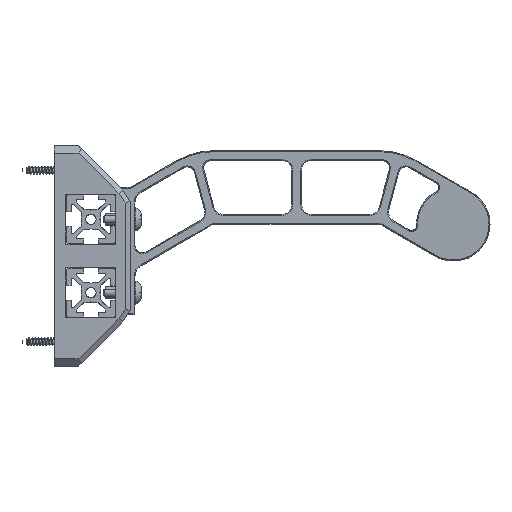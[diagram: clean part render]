
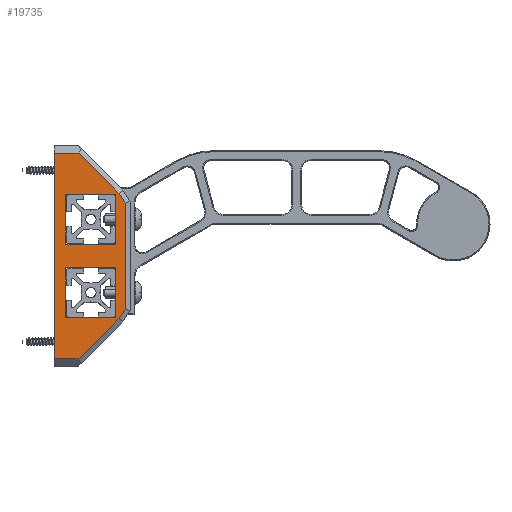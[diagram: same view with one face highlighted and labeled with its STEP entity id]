
A CAD part, front view. The second image highlights one B-rep face of the part: STEP entity #19735.
In plain terms, the highlighted planar face has unit normal (0, -1, 0).
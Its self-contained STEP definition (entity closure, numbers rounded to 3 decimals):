
#1108=FACE_BOUND('',#3973,.T.);
#1109=FACE_BOUND('',#3974,.T.);
#2780=FACE_OUTER_BOUND('',#3972,.T.);
#3972=EDGE_LOOP('',(#17554,#17555,#17556,#17557,#17558,#17559,#17560,#17561));
#3973=EDGE_LOOP('',(#17562,#17563,#17564,#17565));
#3974=EDGE_LOOP('',(#17566,#17567,#17568,#17569));
#5817=LINE('',#36002,#7678);
#5821=LINE('',#36009,#7682);
#5823=LINE('',#36013,#7684);
#5825=LINE('',#36016,#7686);
#5827=LINE('',#36020,#7688);
#5828=LINE('',#36023,#7689);
#5831=LINE('',#36029,#7692);
#5832=LINE('',#36030,#7693);
#5833=LINE('',#36033,#7694);
#5834=LINE('',#36035,#7695);
#5835=LINE('',#36037,#7696);
#5836=LINE('',#36038,#7697);
#5837=LINE('',#36041,#7698);
#5838=LINE('',#36043,#7699);
#5839=LINE('',#36045,#7700);
#5840=LINE('',#36046,#7701);
#7678=VECTOR('',#26721,10.);
#7682=VECTOR('',#26727,10.);
#7684=VECTOR('',#26731,10.);
#7686=VECTOR('',#26735,10.);
#7688=VECTOR('',#26739,10.);
#7689=VECTOR('',#26742,10.);
#7692=VECTOR('',#26747,10.);
#7693=VECTOR('',#26748,10.);
#7694=VECTOR('',#26749,10.);
#7695=VECTOR('',#26750,10.);
#7696=VECTOR('',#26751,10.);
#7697=VECTOR('',#26752,10.);
#7698=VECTOR('',#26753,10.);
#7699=VECTOR('',#26754,10.);
#7700=VECTOR('',#26755,10.);
#7701=VECTOR('',#26756,10.);
#9390=VERTEX_POINT('',#36000);
#9391=VERTEX_POINT('',#36001);
#9392=VERTEX_POINT('',#36006);
#9393=VERTEX_POINT('',#36008);
#9394=VERTEX_POINT('',#36012);
#9395=VERTEX_POINT('',#36018);
#9396=VERTEX_POINT('',#36022);
#9398=VERTEX_POINT('',#36028);
#9399=VERTEX_POINT('',#36031);
#9400=VERTEX_POINT('',#36032);
#9401=VERTEX_POINT('',#36034);
#9402=VERTEX_POINT('',#36036);
#9403=VERTEX_POINT('',#36039);
#9404=VERTEX_POINT('',#36040);
#9405=VERTEX_POINT('',#36042);
#9406=VERTEX_POINT('',#36044);
#12129=EDGE_CURVE('',#9390,#9391,#5817,.T.);
#12133=EDGE_CURVE('',#9392,#9393,#5821,.T.);
#12135=EDGE_CURVE('',#9394,#9392,#5823,.T.);
#12137=EDGE_CURVE('',#9393,#9390,#5825,.T.);
#12139=EDGE_CURVE('',#9395,#9394,#5827,.T.);
#12140=EDGE_CURVE('',#9391,#9396,#5828,.T.);
#12143=EDGE_CURVE('',#9395,#9398,#5831,.T.);
#12144=EDGE_CURVE('',#9396,#9398,#5832,.T.);
#12145=EDGE_CURVE('',#9399,#9400,#5833,.T.);
#12146=EDGE_CURVE('',#9400,#9401,#5834,.T.);
#12147=EDGE_CURVE('',#9401,#9402,#5835,.T.);
#12148=EDGE_CURVE('',#9402,#9399,#5836,.T.);
#12149=EDGE_CURVE('',#9403,#9404,#5837,.T.);
#12150=EDGE_CURVE('',#9404,#9405,#5838,.T.);
#12151=EDGE_CURVE('',#9405,#9406,#5839,.T.);
#12152=EDGE_CURVE('',#9406,#9403,#5840,.T.);
#17554=ORIENTED_EDGE('',*,*,#12129,.F.);
#17555=ORIENTED_EDGE('',*,*,#12137,.F.);
#17556=ORIENTED_EDGE('',*,*,#12133,.F.);
#17557=ORIENTED_EDGE('',*,*,#12135,.F.);
#17558=ORIENTED_EDGE('',*,*,#12139,.F.);
#17559=ORIENTED_EDGE('',*,*,#12143,.T.);
#17560=ORIENTED_EDGE('',*,*,#12144,.F.);
#17561=ORIENTED_EDGE('',*,*,#12140,.F.);
#17562=ORIENTED_EDGE('',*,*,#12145,.T.);
#17563=ORIENTED_EDGE('',*,*,#12146,.T.);
#17564=ORIENTED_EDGE('',*,*,#12147,.T.);
#17565=ORIENTED_EDGE('',*,*,#12148,.T.);
#17566=ORIENTED_EDGE('',*,*,#12149,.T.);
#17567=ORIENTED_EDGE('',*,*,#12150,.T.);
#17568=ORIENTED_EDGE('',*,*,#12151,.T.);
#17569=ORIENTED_EDGE('',*,*,#12152,.T.);
#18661=PLANE('',#21567);
#19735=ADVANCED_FACE('',(#2780,#1108,#1109),#18661,.F.);
#21567=AXIS2_PLACEMENT_3D('',#36027,#26745,#26746);
#26721=DIRECTION('',(-0.707,0.,-0.707));
#26727=DIRECTION('',(0.,0.,-1.));
#26731=DIRECTION('',(0.529,0.,-0.849));
#26735=DIRECTION('',(-0.529,0.,-0.849));
#26739=DIRECTION('',(0.707,0.,-0.707));
#26742=DIRECTION('',(-1.,0.,0.));
#26745=DIRECTION('center_axis',(0.,1.,0.));
#26746=DIRECTION('ref_axis',(1.,0.,0.));
#26747=DIRECTION('',(-1.,0.,0.));
#26748=DIRECTION('',(0.,0.,1.));
#26749=DIRECTION('',(0.,0.,1.));
#26750=DIRECTION('',(1.,0.,0.));
#26751=DIRECTION('',(0.,0.,-1.));
#26752=DIRECTION('',(-1.,0.,0.));
#26753=DIRECTION('',(0.,0.,-1.));
#26754=DIRECTION('',(-1.,0.,0.));
#26755=DIRECTION('',(0.,0.,1.));
#26756=DIRECTION('',(1.,0.,0.));
#36000=CARTESIAN_POINT('',(-173.526,0.,299.302));
#36001=CARTESIAN_POINT('',(-189.828,0.,283.));
#36002=CARTESIAN_POINT('',(-171.414,0.,301.414));
#36006=CARTESIAN_POINT('',(-171.,0.,346.64));
#36008=CARTESIAN_POINT('',(-171.,0.,303.36));
#36009=CARTESIAN_POINT('',(-171.,0.,322.5));
#36012=CARTESIAN_POINT('',(-173.526,0.,350.698));
#36013=CARTESIAN_POINT('',(-167.065,0.,340.321));
#36016=CARTESIAN_POINT('',(-169.309,0.,306.076));
#36018=CARTESIAN_POINT('',(-189.828,0.,367.));
#36020=CARTESIAN_POINT('',(-168.914,0.,346.086));
#36022=CARTESIAN_POINT('',(-200.,0.,283.));
#36023=CARTESIAN_POINT('',(-190.,0.,283.));
#36027=CARTESIAN_POINT('Origin',(-185.,0.,320.));
#36028=CARTESIAN_POINT('',(-200.,0.,367.));
#36029=CARTESIAN_POINT('',(-190.,0.,367.));
#36030=CARTESIAN_POINT('',(-200.,0.,275.));
#36031=CARTESIAN_POINT('',(-195.2,0.,299.8));
#36032=CARTESIAN_POINT('',(-195.2,0.,320.2));
#36033=CARTESIAN_POINT('',(-195.2,0.,309.9));
#36034=CARTESIAN_POINT('',(-174.8,0.,320.2));
#36035=CARTESIAN_POINT('',(-190.1,0.,320.2));
#36036=CARTESIAN_POINT('',(-174.8,0.,299.8));
#36037=CARTESIAN_POINT('',(-174.8,0.,320.1));
#36038=CARTESIAN_POINT('',(-179.9,0.,299.8));
#36039=CARTESIAN_POINT('',(-174.8,0.,350.2));
#36040=CARTESIAN_POINT('',(-174.8,0.,329.8));
#36041=CARTESIAN_POINT('',(-174.8,0.,335.1));
#36042=CARTESIAN_POINT('',(-195.2,0.,329.8));
#36043=CARTESIAN_POINT('',(-179.9,0.,329.8));
#36044=CARTESIAN_POINT('',(-195.2,0.,350.2));
#36045=CARTESIAN_POINT('',(-195.2,0.,324.9));
#36046=CARTESIAN_POINT('',(-190.1,0.,350.2));
